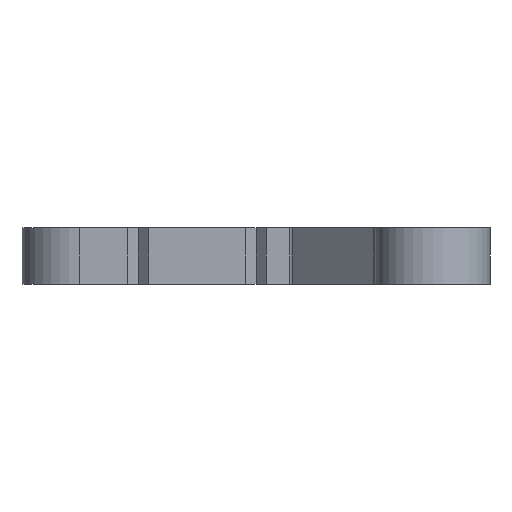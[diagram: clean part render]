
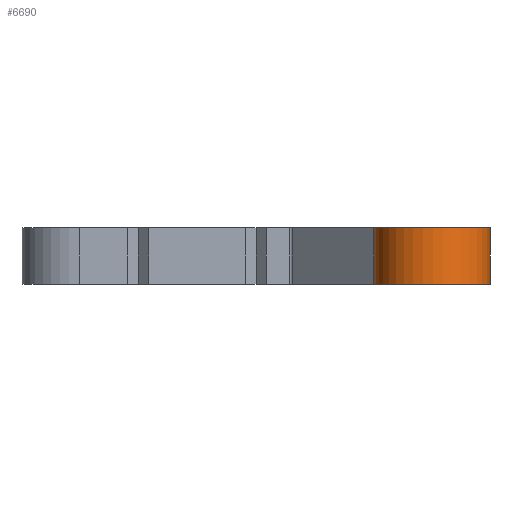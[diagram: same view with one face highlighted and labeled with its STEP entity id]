
A CAD part, front view. The second image highlights one B-rep face of the part: STEP entity #6690.
In plain terms, the highlighted cylindrical face has radius 6.2 mm (diameter 12.4 mm), a partial arc.
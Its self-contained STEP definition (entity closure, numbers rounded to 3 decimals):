
#588 = DIRECTION ( 'NONE',  ( 1., 0., 0. ) ) ;
#1070 = ORIENTED_EDGE ( 'NONE', *, *, #10792, .F. ) ;
#1961 = VECTOR ( 'NONE', #3403, 1000. ) ;
#2165 = VERTEX_POINT ( 'NONE', #4617 ) ;
#2478 = LINE ( 'NONE', #8969, #1961 ) ;
#3239 = CYLINDRICAL_SURFACE ( 'NONE', #3563, 6.2 ) ;
#3380 = EDGE_LOOP ( 'NONE', ( #3600, #10315, #10335, #1070 ) ) ;
#3403 = DIRECTION ( 'NONE',  ( 0., 0., 1. ) ) ;
#3554 = LINE ( 'NONE', #10709, #6755 ) ;
#3563 = AXIS2_PLACEMENT_3D ( 'NONE', #8895, #6145, #588 ) ;
#3600 = ORIENTED_EDGE ( 'NONE', *, *, #7231, .F. ) ;
#3760 = AXIS2_PLACEMENT_3D ( 'NONE', #10624, #5069, #11555 ) ;
#4198 = DIRECTION ( 'NONE',  ( 0., 0., 1. ) ) ;
#4393 = CIRCLE ( 'NONE', #3760, 6.2 ) ;
#4418 = FACE_OUTER_BOUND ( 'NONE', #3380, .T. ) ;
#4537 = VERTEX_POINT ( 'NONE', #9182 ) ;
#4617 = CARTESIAN_POINT ( 'NONE',  ( 6.2, 0., -3.05 ) ) ;
#4777 = CIRCLE ( 'NONE', #9764, 6.2 ) ;
#4830 = EDGE_CURVE ( 'NONE', #6076, #2165, #4393, .T. ) ;
#5069 = DIRECTION ( 'NONE',  ( 0., 0., 1. ) ) ;
#5481 = CARTESIAN_POINT ( 'NONE',  ( 0., 0., 3.05 ) ) ;
#5550 = EDGE_CURVE ( 'NONE', #2165, #4537, #2478, .T. ) ;
#6076 = VERTEX_POINT ( 'NONE', #11689 ) ;
#6145 = DIRECTION ( 'NONE',  ( 0., 0., 1. ) ) ;
#6388 = DIRECTION ( 'NONE',  ( 1., 0., 0. ) ) ;
#6690 = ADVANCED_FACE ( 'NONE', ( #4418 ), #3239, .T. ) ;
#6755 = VECTOR ( 'NONE', #4198, 1000. ) ;
#7231 = EDGE_CURVE ( 'NONE', #6076, #11139, #3554, .T. ) ;
#8688 = CARTESIAN_POINT ( 'NONE',  ( -6.2, 0., 3.05 ) ) ;
#8895 = CARTESIAN_POINT ( 'NONE',  ( 0., 0., -74.468 ) ) ;
#8969 = CARTESIAN_POINT ( 'NONE',  ( 6.2, 0., -74.468 ) ) ;
#9182 = CARTESIAN_POINT ( 'NONE',  ( 6.2, 0., 3.05 ) ) ;
#9764 = AXIS2_PLACEMENT_3D ( 'NONE', #5481, #11946, #6388 ) ;
#10315 = ORIENTED_EDGE ( 'NONE', *, *, #4830, .T. ) ;
#10335 = ORIENTED_EDGE ( 'NONE', *, *, #5550, .T. ) ;
#10624 = CARTESIAN_POINT ( 'NONE',  ( 0., 0., -3.05 ) ) ;
#10709 = CARTESIAN_POINT ( 'NONE',  ( -6.2, 0., -74.468 ) ) ;
#10792 = EDGE_CURVE ( 'NONE', #11139, #4537, #4777, .T. ) ;
#11139 = VERTEX_POINT ( 'NONE', #8688 ) ;
#11555 = DIRECTION ( 'NONE',  ( -1., 0., 0. ) ) ;
#11689 = CARTESIAN_POINT ( 'NONE',  ( -6.2, 0., -3.05 ) ) ;
#11946 = DIRECTION ( 'NONE',  ( 0., 0., 1. ) ) ;
